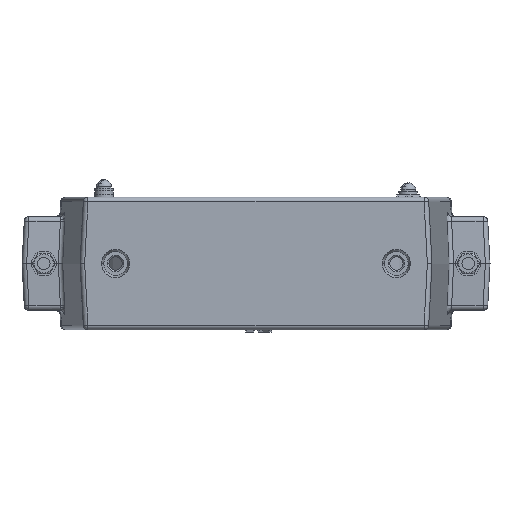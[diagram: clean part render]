
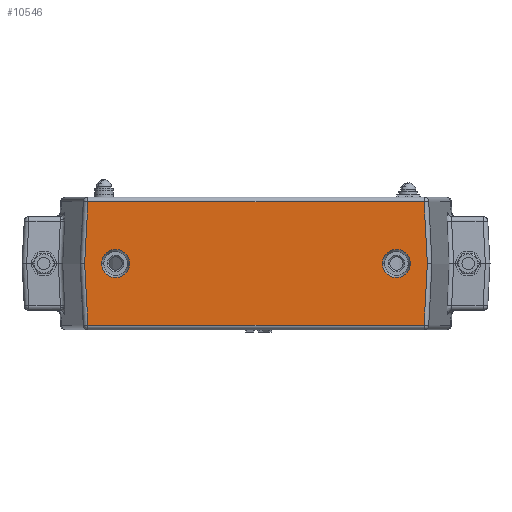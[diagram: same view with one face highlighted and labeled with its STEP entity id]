
A CAD part, front view. The second image highlights one B-rep face of the part: STEP entity #10546.
In plain terms, the highlighted planar face has unit normal (0, -1, 0).
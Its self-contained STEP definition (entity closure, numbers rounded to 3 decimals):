
#224 = EDGE_CURVE ( 'NONE', #16081, #16105, #8671, .T. ) ;
#260 = EDGE_CURVE ( 'NONE', #16105, #17310, #8735, .T. ) ;
#303 = EDGE_CURVE ( 'NONE', #17183, #17207, #743, .T. ) ;
#312 = EDGE_CURVE ( 'NONE', #17305, #17310, #752, .T. ) ;
#321 = EDGE_CURVE ( 'NONE', #17306, #17305, #764, .T. ) ;
#331 = EDGE_CURVE ( 'NONE', #17307, #17306, #754, .T. ) ;
#339 = EDGE_CURVE ( 'NONE', #17307, #16081, #821, .T. ) ;
#743 = CIRCLE ( 'NONE', #4162, 9. ) ;
#752 = LINE ( 'NONE', #4822, #771 ) ;
#754 = LINE ( 'NONE', #4914, #767 ) ;
#764 = LINE ( 'NONE', #4890, #766 ) ;
#766 = VECTOR ( 'NONE', #4946, 1000. ) ;
#767 = VECTOR ( 'NONE', #4944, 1000. ) ;
#771 = VECTOR ( 'NONE', #4889, 1000. ) ;
#821 = LINE ( 'NONE', #5025, #822 ) ;
#822 = VECTOR ( 'NONE', #5023, 1000. ) ;
#1448 = CARTESIAN_POINT ( 'NONE',  ( 90., -134.7, 0. ) ) ;
#1466 = DIRECTION ( 'NONE',  ( -1., 0., 0. ) ) ;
#1476 = DIRECTION ( 'NONE',  ( 0., 1., 0. ) ) ;
#1502 = CARTESIAN_POINT ( 'NONE',  ( 90., -134.7, 0. ) ) ;
#1537 = DIRECTION ( 'NONE',  ( 0., 1., 0. ) ) ;
#1577 = DIRECTION ( 'NONE',  ( -1., 0., 0. ) ) ;
#2683 = EDGE_CURVE ( 'NONE', #17280, #17231, #11052, .T. ) ;
#2712 = EDGE_CURVE ( 'NONE', #17231, #17280, #11083, .T. ) ;
#4010 = EDGE_CURVE ( 'NONE', #17207, #17183, #11793, .T. ) ;
#4162 = AXIS2_PLACEMENT_3D ( 'NONE', #4769, #4796, #4722 ) ;
#4463 = AXIS2_PLACEMENT_3D ( 'NONE', #1448, #1476, #1466 ) ;
#4480 = AXIS2_PLACEMENT_3D ( 'NONE', #1502, #1537, #1577 ) ;
#4579 = CARTESIAN_POINT ( 'NONE',  ( -107.292, -134.7, 48.163 ) ) ;
#4586 = DIRECTION ( 'NONE',  ( -0.053, 0., -0.999 ) ) ;
#4722 = DIRECTION ( 'NONE',  ( -1., 0., 0. ) ) ;
#4769 = CARTESIAN_POINT ( 'NONE',  ( -90., -134.7, 0. ) ) ;
#4796 = DIRECTION ( 'NONE',  ( 0., 1., 0. ) ) ;
#4822 = CARTESIAN_POINT ( 'NONE',  ( -107.292, -134.7, -48.163 ) ) ;
#4889 = DIRECTION ( 'NONE',  ( -0.053, 0., 0.999 ) ) ;
#4890 = CARTESIAN_POINT ( 'NONE',  ( 0., -134.7, -39.5 ) ) ;
#4914 = CARTESIAN_POINT ( 'NONE',  ( 107.599, -134.7, -42.36 ) ) ;
#4944 = DIRECTION ( 'NONE',  ( -0.053, 0., -0.999 ) ) ;
#4946 = DIRECTION ( 'NONE',  ( -1., 0., 0. ) ) ;
#5023 = DIRECTION ( 'NONE',  ( -0.053, 0., 0.999 ) ) ;
#5025 = CARTESIAN_POINT ( 'NONE',  ( 107.599, -134.7, 42.36 ) ) ;
#6761 = CARTESIAN_POINT ( 'NONE',  ( 0., -134.7, 39.5 ) ) ;
#6777 = DIRECTION ( 'NONE',  ( -1., 0., 0. ) ) ;
#7412 = CARTESIAN_POINT ( 'NONE',  ( -81., -134.7, 0. ) ) ;
#7430 = CARTESIAN_POINT ( 'NONE',  ( 81., -134.7, 0. ) ) ;
#7455 = CARTESIAN_POINT ( 'NONE',  ( -99., -134.7, 0. ) ) ;
#7485 = CARTESIAN_POINT ( 'NONE',  ( 99., -134.7, 0. ) ) ;
#7573 = CARTESIAN_POINT ( 'NONE',  ( -109.835, -134.7, 0. ) ) ;
#7574 = CARTESIAN_POINT ( 'NONE',  ( 109.835, -134.7, 0. ) ) ;
#7593 = CARTESIAN_POINT ( 'NONE',  ( -107.75, -134.7, -39.5 ) ) ;
#7596 = CARTESIAN_POINT ( 'NONE',  ( 107.75, -134.7, -39.5 ) ) ;
#8308 = EDGE_LOOP ( 'NONE', ( #10237, #10164, #10171, #10161, #10128, #10141 ) ) ;
#8318 = EDGE_LOOP ( 'NONE', ( #10205, #10168 ) ) ;
#8376 = EDGE_LOOP ( 'NONE', ( #10136, #10211 ) ) ;
#8671 = LINE ( 'NONE', #6761, #8690 ) ;
#8690 = VECTOR ( 'NONE', #6777, 1000. ) ;
#8715 = VECTOR ( 'NONE', #4586, 1000. ) ;
#8735 = LINE ( 'NONE', #4579, #8715 ) ;
#10128 = ORIENTED_EDGE ( 'NONE', *, *, #339, .T. ) ;
#10136 = ORIENTED_EDGE ( 'NONE', *, *, #2683, .T. ) ;
#10141 = ORIENTED_EDGE ( 'NONE', *, *, #224, .T. ) ;
#10161 = ORIENTED_EDGE ( 'NONE', *, *, #331, .F. ) ;
#10164 = ORIENTED_EDGE ( 'NONE', *, *, #312, .F. ) ;
#10168 = ORIENTED_EDGE ( 'NONE', *, *, #303, .T. ) ;
#10171 = ORIENTED_EDGE ( 'NONE', *, *, #321, .F. ) ;
#10205 = ORIENTED_EDGE ( 'NONE', *, *, #4010, .T. ) ;
#10211 = ORIENTED_EDGE ( 'NONE', *, *, #2712, .T. ) ;
#10237 = ORIENTED_EDGE ( 'NONE', *, *, #260, .T. ) ;
#10546 = ADVANCED_FACE ( 'NONE', ( #11367, #11398, #11407 ), #14571, .T. ) ;
#11052 = CIRCLE ( 'NONE', #4463, 9. ) ;
#11083 = CIRCLE ( 'NONE', #4480, 9. ) ;
#11367 = FACE_BOUND ( 'NONE', #8318, .T. ) ;
#11398 = FACE_OUTER_BOUND ( 'NONE', #8308, .T. ) ;
#11407 = FACE_BOUND ( 'NONE', #8376, .T. ) ;
#11793 = CIRCLE ( 'NONE', #17889, 9. ) ;
#14153 = CARTESIAN_POINT ( 'NONE',  ( 107.75, -134.7, 39.5 ) ) ;
#14176 = CARTESIAN_POINT ( 'NONE',  ( -107.75, -134.7, 39.5 ) ) ;
#14530 = CARTESIAN_POINT ( 'NONE',  ( 0., -134.7, 42.5 ) ) ;
#14533 = DIRECTION ( 'NONE',  ( 0., 0., -1. ) ) ;
#14570 = DIRECTION ( 'NONE',  ( 0., -1., 0. ) ) ;
#14571 = PLANE ( 'NONE',  #17684 ) ;
#15122 = DIRECTION ( 'NONE',  ( 0., 1., 0. ) ) ;
#15126 = DIRECTION ( 'NONE',  ( -1., 0., 0. ) ) ;
#15135 = CARTESIAN_POINT ( 'NONE',  ( -90., -134.7, 0. ) ) ;
#16081 = VERTEX_POINT ( 'NONE', #14153 ) ;
#16105 = VERTEX_POINT ( 'NONE', #14176 ) ;
#17183 = VERTEX_POINT ( 'NONE', #7455 ) ;
#17207 = VERTEX_POINT ( 'NONE', #7412 ) ;
#17231 = VERTEX_POINT ( 'NONE', #7430 ) ;
#17280 = VERTEX_POINT ( 'NONE', #7485 ) ;
#17305 = VERTEX_POINT ( 'NONE', #7593 ) ;
#17306 = VERTEX_POINT ( 'NONE', #7596 ) ;
#17307 = VERTEX_POINT ( 'NONE', #7574 ) ;
#17310 = VERTEX_POINT ( 'NONE', #7573 ) ;
#17684 = AXIS2_PLACEMENT_3D ( 'NONE', #14530, #14570, #14533 ) ;
#17889 = AXIS2_PLACEMENT_3D ( 'NONE', #15135, #15122, #15126 ) ;
